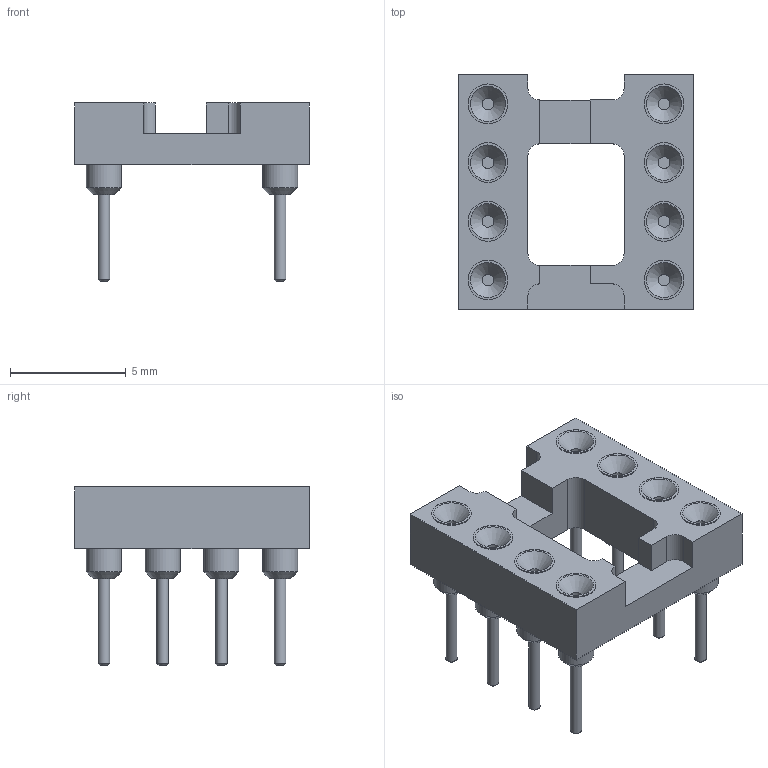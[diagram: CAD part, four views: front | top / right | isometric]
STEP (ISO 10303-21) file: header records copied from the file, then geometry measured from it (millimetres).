
FILE_DESCRIPTION(/* description */ ('model of DIP-8_W7.62mm_Socket'),/* implementation_level */ '2;1');
FILE_NAME(/* name */ 'DIP-8_W7.62mm_Socket.step',/* time_stamp */ '2017-11-03T14:52:55',/* author */ ('Terje Io','https://github.com/terjeio'),/* organization */ ('FreeCAD'),/* preprocessor_version */ 'OCC',/* originating_system */ 'kicad StepUp',/* authorisation */ '');
FILE_SCHEMA(('AUTOMOTIVE_DESIGN_CC2 { 1 2 10303 214 -1 1 5 4 }'));
Length unit declared in the file: millimetre
Products named in the file (1): DIP_8_W762mm_Socket
Bounding box: 10.16 x 10.16 x 7.79 mm (x, y, z)
Volume: 208.5 mm3; surface area: 437.7 mm2
Topology: 1 solids, 1 shells, 128 faces, 242 edges, 155 vertices
Faces by surface type: plane 64, cylinder 40, cone 24
Full cylindrical faces by diameter (mm): 0.508 x16, 1.524 x8, 1.724 x8
Entity records: 2363 total; most frequent: ORIENTED_EDGE 419, CARTESIAN_POINT 317, EDGE_CURVE 242, AXIS2_PLACEMENT_3D 213, FACE_BOUND 169, EDGE_LOOP 169, VERTEX_POINT 155, ADVANCED_FACE 128
